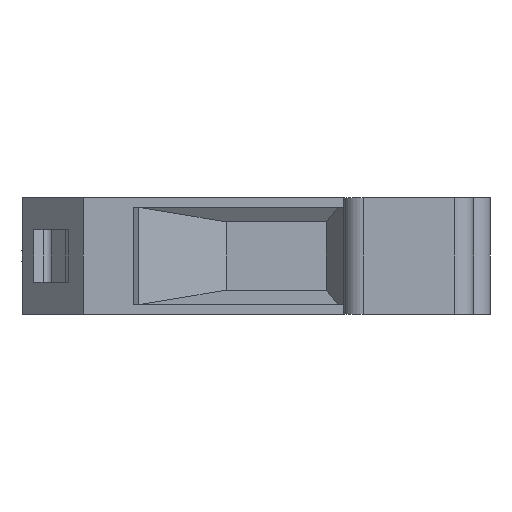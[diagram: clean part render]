
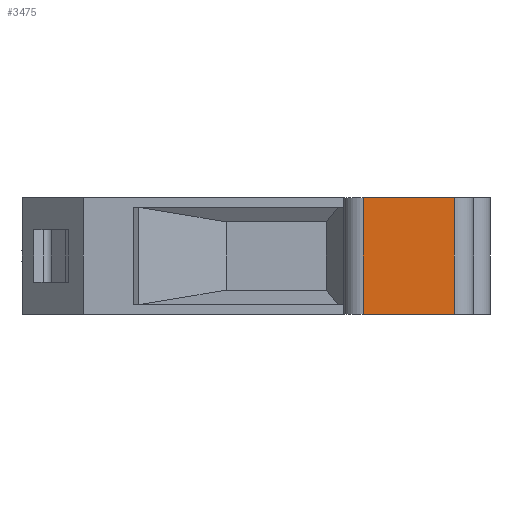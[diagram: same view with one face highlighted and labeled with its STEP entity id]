
A CAD part, left-side view. The second image highlights one B-rep face of the part: STEP entity #3475.
In plain terms, the highlighted planar face has unit normal (-1, 0, 0).
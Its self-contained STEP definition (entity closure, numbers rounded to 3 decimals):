
#46=DIRECTION('',(0.,-1.,0.));
#47=VECTOR('',#46,9.326);
#48=CARTESIAN_POINT('',(-28.5,-10.997,-6.));
#49=LINE('',#48,#47);
#777=DIRECTION('',(0.,0.,1.));
#778=VECTOR('',#777,12.);
#779=CARTESIAN_POINT('',(-28.5,-20.322,-6.));
#780=LINE('',#779,#778);
#781=DIRECTION('',(0.,0.,1.));
#782=VECTOR('',#781,12.);
#783=CARTESIAN_POINT('',(-28.5,-10.997,-6.));
#784=LINE('',#783,#782);
#1330=DIRECTION('',(0.,-1.,0.));
#1331=VECTOR('',#1330,9.326);
#1332=CARTESIAN_POINT('',(-28.5,-10.997,6.));
#1333=LINE('',#1332,#1331);
#1623=CARTESIAN_POINT('',(-28.5,-10.997,-6.));
#1624=VERTEX_POINT('',#1623);
#1625=CARTESIAN_POINT('',(-28.5,-20.322,-6.));
#1626=VERTEX_POINT('',#1625);
#1805=CARTESIAN_POINT('',(-28.5,-10.997,6.));
#1806=VERTEX_POINT('',#1805);
#1807=CARTESIAN_POINT('',(-28.5,-20.322,6.));
#1808=VERTEX_POINT('',#1807);
#3462=CARTESIAN_POINT('',(-28.5,-10.997,-6.));
#3463=DIRECTION('',(-1.,0.,0.));
#3464=DIRECTION('',(0.,-1.,0.));
#3465=AXIS2_PLACEMENT_3D('',#3462,#3463,#3464);
#3466=PLANE('',#3465);
#3467=ORIENTED_EDGE('',*,*,#2120,.F.);
#3469=ORIENTED_EDGE('',*,*,#3468,.T.);
#3471=ORIENTED_EDGE('',*,*,#3470,.T.);
#3472=ORIENTED_EDGE('',*,*,#3454,.F.);
#3473=EDGE_LOOP('',(#3467,#3469,#3471,#3472));
#3474=FACE_OUTER_BOUND('',#3473,.F.);
#3475=ADVANCED_FACE('',(#3474),#3466,.T.);
#2120=EDGE_CURVE('',#1624,#1626,#49,.T.);
#3454=EDGE_CURVE('',#1626,#1808,#780,.T.);
#3468=EDGE_CURVE('',#1624,#1806,#784,.T.);
#3470=EDGE_CURVE('',#1806,#1808,#1333,.T.);
